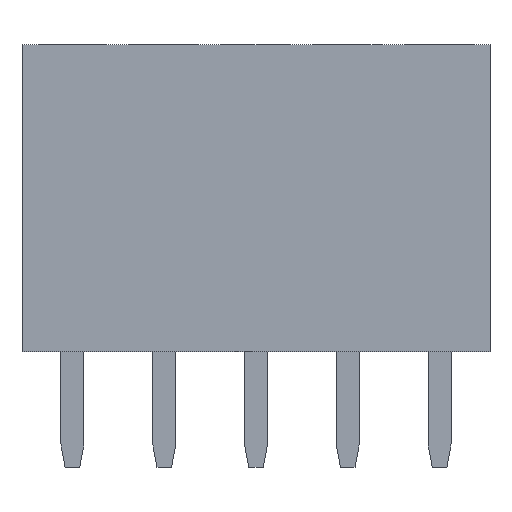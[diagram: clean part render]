
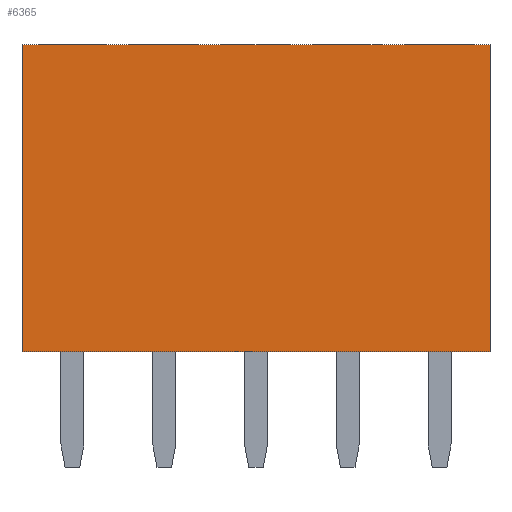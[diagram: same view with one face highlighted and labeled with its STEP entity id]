
A CAD part, top view. The second image highlights one B-rep face of the part: STEP entity #6365.
In plain terms, the highlighted planar face has unit normal (0, 0, 1).
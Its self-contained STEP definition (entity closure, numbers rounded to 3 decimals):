
#3456 = VERTEX_POINT('',#3457);
#3457 = CARTESIAN_POINT('',(6.475,0.,1.25));
#3463 = EDGE_CURVE('',#3464,#3456,#3466,.T.);
#3464 = VERTEX_POINT('',#3465);
#3465 = CARTESIAN_POINT('',(-6.475,0.,1.25));
#3466 = LINE('',#3467,#3468);
#3467 = CARTESIAN_POINT('',(-6.475,0.,1.25));
#3468 = VECTOR('',#3469,1.);
#3469 = DIRECTION('',(1.,0.,0.));
#6135 = VERTEX_POINT('',#6136);
#6136 = CARTESIAN_POINT('',(6.475,8.5,1.25));
#6153 = VERTEX_POINT('',#6154);
#6154 = CARTESIAN_POINT('',(-6.475,8.5,1.25));
#6160 = EDGE_CURVE('',#6153,#6135,#6161,.T.);
#6161 = LINE('',#6162,#6163);
#6162 = CARTESIAN_POINT('',(-6.475,8.5,1.25));
#6163 = VECTOR('',#6164,1.);
#6164 = DIRECTION('',(1.,0.,0.));
#6365 = ADVANCED_FACE('',(#6366),#6382,.T.);
#6366 = FACE_BOUND('',#6367,.T.);
#6367 = EDGE_LOOP('',(#6368,#6374,#6375,#6381));
#6368 = ORIENTED_EDGE('',*,*,#6369,.T.);
#6369 = EDGE_CURVE('',#3456,#6135,#6370,.T.);
#6370 = LINE('',#6371,#6372);
#6371 = CARTESIAN_POINT('',(6.475,0.,1.25));
#6372 = VECTOR('',#6373,1.);
#6373 = DIRECTION('',(0.,1.,0.));
#6374 = ORIENTED_EDGE('',*,*,#6160,.F.);
#6375 = ORIENTED_EDGE('',*,*,#6376,.F.);
#6376 = EDGE_CURVE('',#3464,#6153,#6377,.T.);
#6377 = LINE('',#6378,#6379);
#6378 = CARTESIAN_POINT('',(-6.475,0.,1.25));
#6379 = VECTOR('',#6380,1.);
#6380 = DIRECTION('',(0.,1.,0.));
#6381 = ORIENTED_EDGE('',*,*,#3463,.T.);
#6382 = PLANE('',#6383);
#6383 = AXIS2_PLACEMENT_3D('',#6384,#6385,#6386);
#6384 = CARTESIAN_POINT('',(-6.475,4.25,1.25));
#6385 = DIRECTION('',(0.,0.,1.));
#6386 = DIRECTION('',(0.,-1.,0.));
